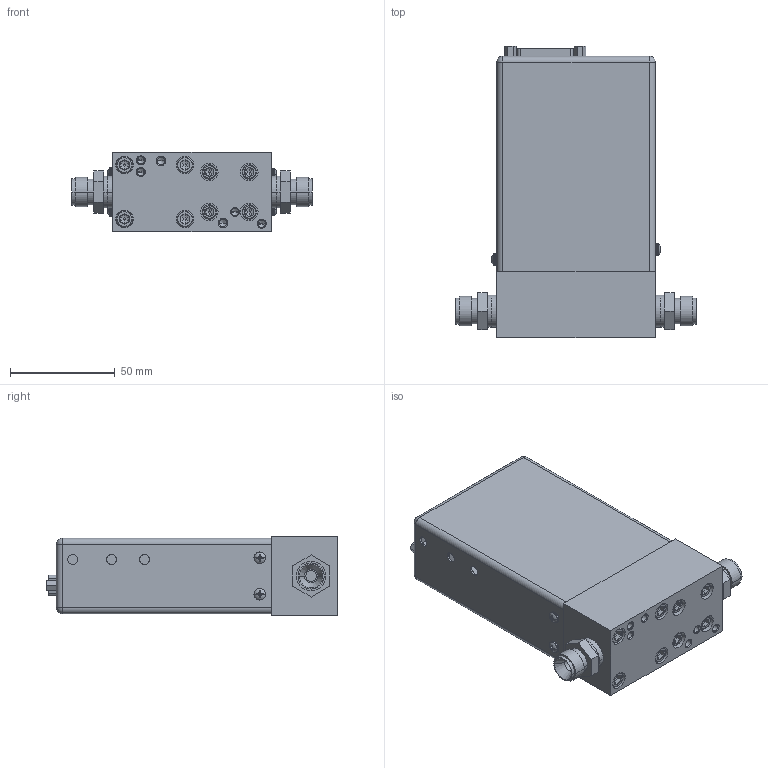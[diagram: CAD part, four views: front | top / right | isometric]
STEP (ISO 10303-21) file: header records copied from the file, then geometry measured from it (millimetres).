
FILE_DESCRIPTION((''),'2;1');
FILE_NAME('640A_DUMMY_SWAG_15D_ASM','2009-10-22T',('CockrofM'),('MKS Instruments, Inc.'),'PRO/ENGINEER BY PARAMETRIC TECHNOLOGY CORPORATION, 2009060','PRO/ENGINEER BY PARAMETRIC TECHNOLOGY CORPORATION, 2009060','');
FILE_SCHEMA(('CONFIG_CONTROL_DESIGN'));
Length unit declared in the file: inch
Products named in the file (10): 115945-P2_BODY_O-RING; 115959-P3; 185-7810; 160-3815; 110-7964_15_PIN_TYPE_D_CONN; 114132-P13; 114132-P17; 163-8673_STANDOFF_HEX_M-F; 116158-P2_FTTNG-SWGLCK; 640A_DUMMY_SWAG_15D_ASM
Assembly tree (23 placements, depth 2):
  640A_DUMMY_SWAG_15D_ASM
    115945-P2_BODY_O-RING
    115959-P3
    185-7810  x4
    160-3815  x4
    110-7964_15_PIN_TYPE_D_CONN
    114132-P13  x4
    114132-P17  x4
    163-8673_STANDOFF_HEX_M-F  x2
    116158-P2_FTTNG-SWGLCK  x2
Bounding box: 114.68 x 139.14 x 37.97 mm (x, y, z)
Volume: 123403.7 mm3; surface area: 82495.1 mm2
Topology: 23 solids, 23 shells, 974 faces, 2299 edges, 1316 vertices
Faces by surface type: plane 412, cylinder 310, bspline 128, cone 64, torus 44, sphere 16
Entity records: 17536 total; most frequent: CARTESIAN_POINT 3791, DIRECTION 2877, ORIENTED_EDGE 2682, EDGE_CURVE 1341, AXIS2_PLACEMENT_3D 1034, VERTEX_POINT 868, VECTOR 809, LINE 809
